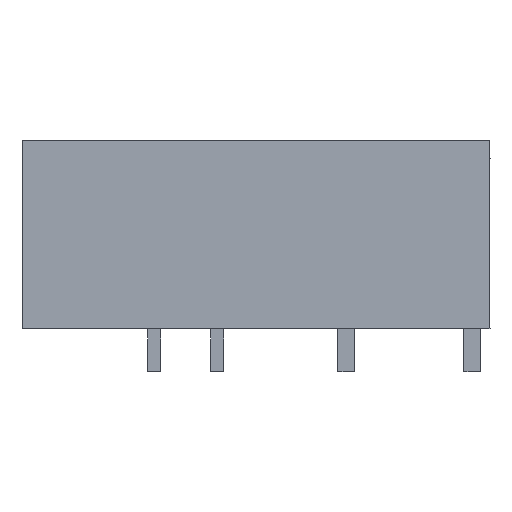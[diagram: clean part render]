
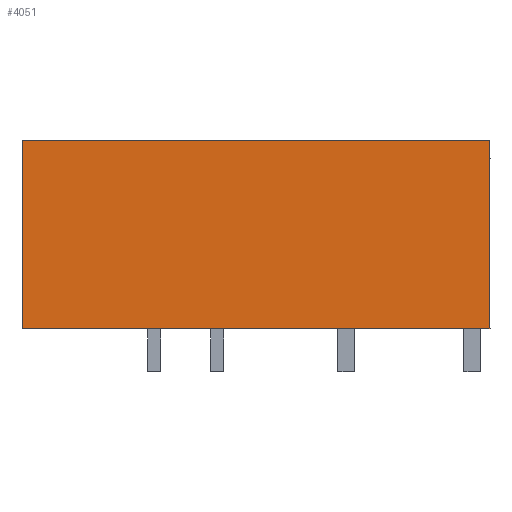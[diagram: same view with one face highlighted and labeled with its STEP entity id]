
A CAD part, left-side view. The second image highlights one B-rep face of the part: STEP entity #4051.
In plain terms, the highlighted planar face has unit normal (-1, 0, 0).
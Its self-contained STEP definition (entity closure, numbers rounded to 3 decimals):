
#4038=AXIS2_PLACEMENT_3D('Plane Axis2P3D',#4035,#4036,#4037) ;
#1452=CARTESIAN_POINT('Vertex',(0.,0.,14.)) ;
#1455=CARTESIAN_POINT('Line Origine',(0.,0.,8.3)) ;
#1459=CARTESIAN_POINT('Vertex',(0.,0.,2.6)) ;
#1488=CARTESIAN_POINT('Line Origine',(0.,14.15,2.6)) ;
#1492=CARTESIAN_POINT('Vertex',(0.,28.3,2.6)) ;
#3461=CARTESIAN_POINT('Line Origine',(0.,28.3,8.3)) ;
#3465=CARTESIAN_POINT('Vertex',(0.,28.3,14.)) ;
#4035=CARTESIAN_POINT('Axis2P3D Location',(0.,0.,17.5)) ;
#4040=CARTESIAN_POINT('Line Origine',(0.,14.15,14.)) ;
#1456=DIRECTION('Vector Direction',(0.,0.,-1.)) ;
#1489=DIRECTION('Vector Direction',(0.,-1.,0.)) ;
#3462=DIRECTION('Vector Direction',(0.,0.,1.)) ;
#4036=DIRECTION('Axis2P3D Direction',(-1.,0.,0.)) ;
#4037=DIRECTION('Axis2P3D XDirection',(0.,1.,0.)) ;
#4041=DIRECTION('Vector Direction',(0.,-1.,0.)) ;
#1457=VECTOR('Line Direction',#1456,1.) ;
#1490=VECTOR('Line Direction',#1489,1.) ;
#3463=VECTOR('Line Direction',#3462,1.) ;
#4042=VECTOR('Line Direction',#4041,1.) ;
#4046=ORIENTED_EDGE('',*,*,#4044,.F.) ;
#4047=ORIENTED_EDGE('',*,*,#3467,.F.) ;
#4048=ORIENTED_EDGE('',*,*,#1494,.T.) ;
#4049=ORIENTED_EDGE('',*,*,#1461,.T.) ;
#4051=ADVANCED_FACE('model',(#4050),#4039,.T.) ;
#1461=EDGE_CURVE('',#1460,#1453,#1458,.F.) ;
#1494=EDGE_CURVE('',#1493,#1460,#1491,.T.) ;
#3467=EDGE_CURVE('',#1493,#3466,#3464,.T.) ;
#4044=EDGE_CURVE('',#3466,#1453,#4043,.T.) ;
#4045=EDGE_LOOP('',(#4046,#4047,#4048,#4049)) ;
#4050=FACE_OUTER_BOUND('',#4045,.T.) ;
#1458=LINE('Line',#1455,#1457) ;
#1491=LINE('Line',#1488,#1490) ;
#3464=LINE('Line',#3461,#3463) ;
#4043=LINE('Line',#4040,#4042) ;
#4039=PLANE('',#4038) ;
#1453=VERTEX_POINT('',#1452) ;
#1460=VERTEX_POINT('',#1459) ;
#1493=VERTEX_POINT('',#1492) ;
#3466=VERTEX_POINT('',#3465) ;
